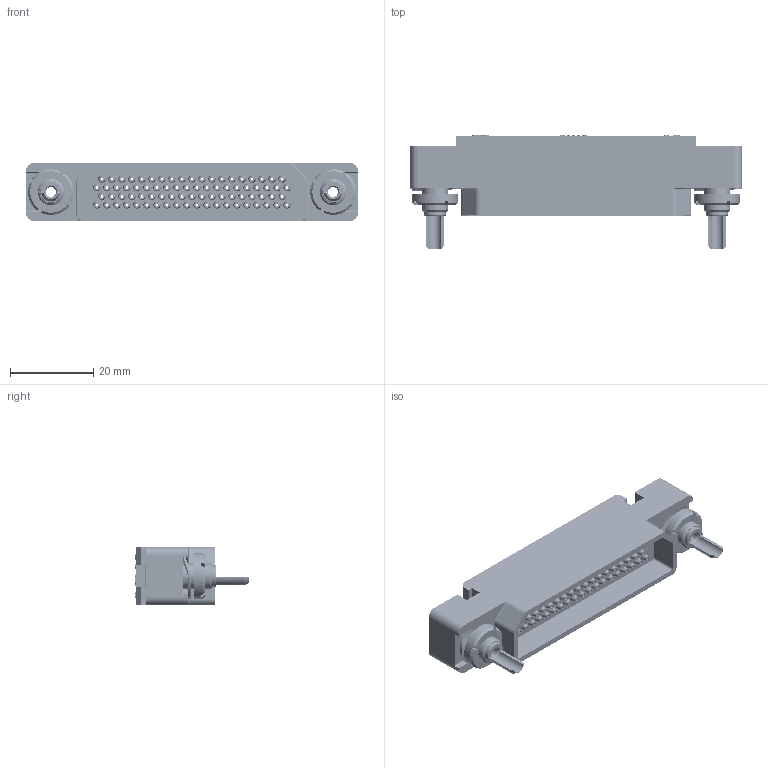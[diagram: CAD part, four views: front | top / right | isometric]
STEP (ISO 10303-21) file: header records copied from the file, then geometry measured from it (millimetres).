
FILE_DESCRIPTION((''),'2;1');
FILE_NAME('1900ND12P2B00A','2019-10-30T',('presta_be4'),(''),'CREO PARAMETRIC BY PTC INC, 2018360','CREO PARAMETRIC BY PTC INC, 2018360','');
FILE_SCHEMA(('CONFIG_CONTROL_DESIGN'));
Products named in the file (1): 1900ND12P2B00A
Bounding box: 80 x 27.3 x 14 mm (x, y, z)
Volume: 11519.5 mm3; surface area: 15976.6 mm2
Topology: 1 solids, 1 shells, 4406 faces, 10330 edges, 6477 vertices
Faces by surface type: plane 1715, cylinder 1412, cone 1002, extrusion 249, torus 28
Entity records: 128823 total; most frequent: CARTESIAN_POINT 25649, DIRECTION 21969, ORIENTED_EDGE 20652, EDGE_CURVE 10326, AXIS2_PLACEMENT_3D 7914, VERTEX_POINT 6477, VECTOR 6141, LINE 5892
